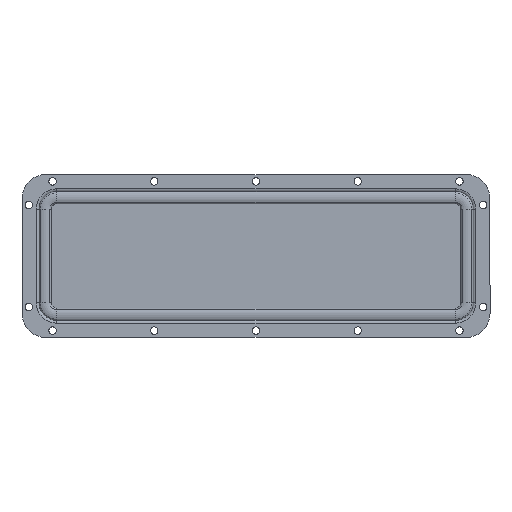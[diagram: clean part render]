
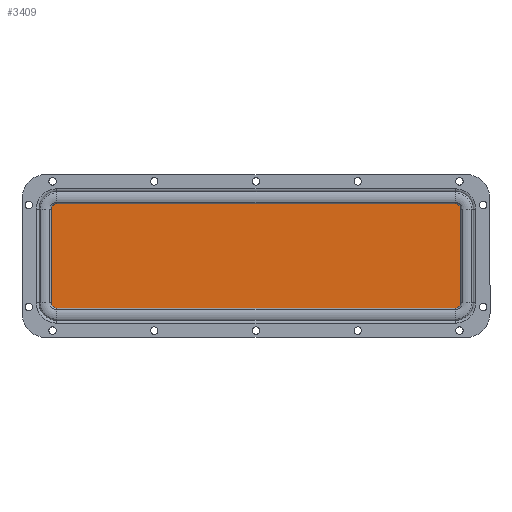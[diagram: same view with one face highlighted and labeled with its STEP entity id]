
A CAD part, top view. The second image highlights one B-rep face of the part: STEP entity #3409.
In plain terms, the highlighted planar face has unit normal (0, 0, 1).
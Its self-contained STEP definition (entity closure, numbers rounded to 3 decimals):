
#17 = VECTOR ( 'NONE', #3153, 1000. ) ;
#37 = ORIENTED_EDGE ( 'NONE', *, *, #2580, .F. ) ;
#71 = DIRECTION ( 'NONE',  ( 0., 0., -1. ) ) ;
#106 = EDGE_LOOP ( 'NONE', ( #2128, #37, #2049, #2844, #3747, #922, #2887, #1562 ) ) ;
#109 = DIRECTION ( 'NONE',  ( -1., 0., 0. ) ) ;
#126 = LINE ( 'NONE', #2727, #3395 ) ;
#175 = VERTEX_POINT ( 'NONE', #2744 ) ;
#235 = CIRCLE ( 'NONE', #2383, 10.492 ) ;
#260 = CARTESIAN_POINT ( 'NONE',  ( 147., -44.992, -1.7 ) ) ;
#360 = CARTESIAN_POINT ( 'NONE',  ( 157.492, -34.5, -1.7 ) ) ;
#378 = DIRECTION ( 'NONE',  ( -1., 0., 0. ) ) ;
#454 = AXIS2_PLACEMENT_3D ( 'NONE', #2733, #71, #109 ) ;
#468 = EDGE_CURVE ( 'NONE', #3722, #3581, #1168, .T. ) ;
#517 = VERTEX_POINT ( 'NONE', #1205 ) ;
#589 = CARTESIAN_POINT ( 'NONE',  ( -157.492, -34.5, -1.7 ) ) ;
#618 = CIRCLE ( 'NONE', #3368, 10.492 ) ;
#693 = DIRECTION ( 'NONE',  ( 0., 0., -1. ) ) ;
#801 = VECTOR ( 'NONE', #2637, 1000. ) ;
#828 = EDGE_CURVE ( 'NONE', #2311, #1968, #618, .T. ) ;
#922 = ORIENTED_EDGE ( 'NONE', *, *, #828, .F. ) ;
#1028 = DIRECTION ( 'NONE',  ( 0., 0., -1. ) ) ;
#1168 = LINE ( 'NONE', #589, #801 ) ;
#1205 = CARTESIAN_POINT ( 'NONE',  ( -147., 44.992, -1.7 ) ) ;
#1272 = LINE ( 'NONE', #3036, #1865 ) ;
#1347 = LINE ( 'NONE', #2598, #17 ) ;
#1430 = FACE_OUTER_BOUND ( 'NONE', #106, .T. ) ;
#1504 = CARTESIAN_POINT ( 'NONE',  ( 147., 44.992, -1.7 ) ) ;
#1506 = DIRECTION ( 'NONE',  ( -1., 0., 0. ) ) ;
#1562 = ORIENTED_EDGE ( 'NONE', *, *, #3039, .F. ) ;
#1570 = EDGE_CURVE ( 'NONE', #175, #2311, #1347, .T. ) ;
#1771 = CARTESIAN_POINT ( 'NONE',  ( -157.492, -34.5, -1.7 ) ) ;
#1850 = CARTESIAN_POINT ( 'NONE',  ( -147., -34.5, -1.7 ) ) ;
#1865 = VECTOR ( 'NONE', #378, 1000. ) ;
#1968 = VERTEX_POINT ( 'NONE', #260 ) ;
#2030 = VERTEX_POINT ( 'NONE', #1504 ) ;
#2049 = ORIENTED_EDGE ( 'NONE', *, *, #468, .F. ) ;
#2128 = ORIENTED_EDGE ( 'NONE', *, *, #3014, .T. ) ;
#2311 = VERTEX_POINT ( 'NONE', #360 ) ;
#2383 = AXIS2_PLACEMENT_3D ( 'NONE', #2958, #2884, #2607 ) ;
#2465 = VERTEX_POINT ( 'NONE', #3452 ) ;
#2474 = CIRCLE ( 'NONE', #3079, 10.492 ) ;
#2480 = AXIS2_PLACEMENT_3D ( 'NONE', #3774, #693, #2762 ) ;
#2495 = CARTESIAN_POINT ( 'NONE',  ( 147., -34.5, -1.7 ) ) ;
#2580 = EDGE_CURVE ( 'NONE', #3581, #517, #235, .T. ) ;
#2598 = CARTESIAN_POINT ( 'NONE',  ( 157.492, 34.5, -1.7 ) ) ;
#2606 = PLANE ( 'NONE',  #2480 ) ;
#2607 = DIRECTION ( 'NONE',  ( -1., 0., 0. ) ) ;
#2637 = DIRECTION ( 'NONE',  ( 0., 1., 0. ) ) ;
#2727 = CARTESIAN_POINT ( 'NONE',  ( 147., -44.992, -1.7 ) ) ;
#2733 = CARTESIAN_POINT ( 'NONE',  ( 147., 34.5, -1.7 ) ) ;
#2742 = EDGE_CURVE ( 'NONE', #1968, #2465, #126, .T. ) ;
#2744 = CARTESIAN_POINT ( 'NONE',  ( 157.492, 34.5, -1.7 ) ) ;
#2762 = DIRECTION ( 'NONE',  ( 0., 1., 0. ) ) ;
#2819 = EDGE_CURVE ( 'NONE', #2465, #3722, #2474, .T. ) ;
#2844 = ORIENTED_EDGE ( 'NONE', *, *, #2819, .F. ) ;
#2884 = DIRECTION ( 'NONE',  ( 0., 0., -1. ) ) ;
#2887 = ORIENTED_EDGE ( 'NONE', *, *, #1570, .F. ) ;
#2958 = CARTESIAN_POINT ( 'NONE',  ( -147., 34.5, -1.7 ) ) ;
#3014 = EDGE_CURVE ( 'NONE', #2030, #517, #1272, .T. ) ;
#3036 = CARTESIAN_POINT ( 'NONE',  ( 147., 44.992, -1.7 ) ) ;
#3039 = EDGE_CURVE ( 'NONE', #2030, #175, #3278, .T. ) ;
#3079 = AXIS2_PLACEMENT_3D ( 'NONE', #1850, #3351, #1506 ) ;
#3153 = DIRECTION ( 'NONE',  ( 0., -1., 0. ) ) ;
#3182 = DIRECTION ( 'NONE',  ( -1., 0., 0. ) ) ;
#3278 = CIRCLE ( 'NONE', #454, 10.492 ) ;
#3351 = DIRECTION ( 'NONE',  ( 0., 0., -1. ) ) ;
#3368 = AXIS2_PLACEMENT_3D ( 'NONE', #2495, #1028, #3182 ) ;
#3395 = VECTOR ( 'NONE', #3562, 1000. ) ;
#3409 = ADVANCED_FACE ( 'NONE', ( #1430 ), #2606, .F. ) ;
#3442 = CARTESIAN_POINT ( 'NONE',  ( -157.492, 34.5, -1.7 ) ) ;
#3452 = CARTESIAN_POINT ( 'NONE',  ( -147., -44.992, -1.7 ) ) ;
#3562 = DIRECTION ( 'NONE',  ( -1., 0., 0. ) ) ;
#3581 = VERTEX_POINT ( 'NONE', #3442 ) ;
#3722 = VERTEX_POINT ( 'NONE', #1771 ) ;
#3747 = ORIENTED_EDGE ( 'NONE', *, *, #2742, .F. ) ;
#3774 = CARTESIAN_POINT ( 'NONE',  ( 147., 44.992, -1.7 ) ) ;
